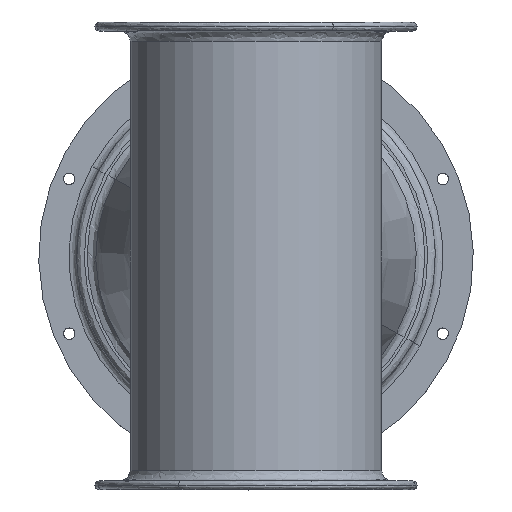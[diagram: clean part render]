
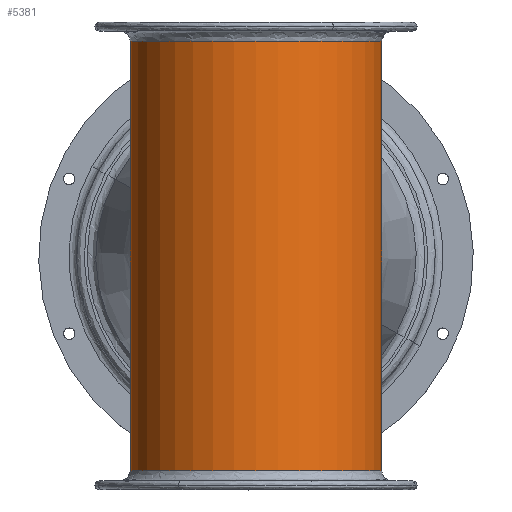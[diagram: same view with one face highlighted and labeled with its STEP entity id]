
A CAD part, top view. The second image highlights one B-rep face of the part: STEP entity #5381.
In plain terms, the highlighted cylindrical face has radius 99.5 mm (diameter 199 mm), a partial arc.
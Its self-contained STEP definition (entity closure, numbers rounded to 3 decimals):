
#3765=CARTESIAN_POINT('Vertex',(-99.5,5.815,262.699)) ;
#3847=CARTESIAN_POINT('Control Point',(-99.5,5.815,262.699)) ;
#3848=CARTESIAN_POINT('Control Point',(-99.5,4.75,262.919)) ;
#3849=CARTESIAN_POINT('Control Point',(-99.499,3.674,263.093)) ;
#3850=CARTESIAN_POINT('Control Point',(-99.499,2.591,263.216)) ;
#3851=CARTESIAN_POINT('Control Point',(-99.498,0.249,263.368)) ;
#3852=CARTESIAN_POINT('Control Point',(-99.498,-2.097,263.269)) ;
#3853=CARTESIAN_POINT('Control Point',(-99.499,-3.347,263.144)) ;
#3854=CARTESIAN_POINT('Control Point',(-99.5,-4.587,262.952)) ;
#3855=CARTESIAN_POINT('Control Point',(-99.5,-5.815,262.699)) ;
#3856=CARTESIAN_POINT('Vertex',(-99.5,-5.815,262.699)) ;
#4424=CARTESIAN_POINT('Vertex',(99.5,-5.815,262.699)) ;
#4498=CARTESIAN_POINT('Control Point',(99.5,5.815,262.699)) ;
#4499=CARTESIAN_POINT('Control Point',(99.5,3.998,263.074)) ;
#4500=CARTESIAN_POINT('Control Point',(99.498,2.153,263.315)) ;
#4501=CARTESIAN_POINT('Control Point',(99.497,0.292,263.401)) ;
#4502=CARTESIAN_POINT('Control Point',(99.499,-2.059,263.301)) ;
#4503=CARTESIAN_POINT('Control Point',(99.5,-4.378,262.966)) ;
#4504=CARTESIAN_POINT('Control Point',(99.5,-4.859,262.886)) ;
#4505=CARTESIAN_POINT('Control Point',(99.5,-5.338,262.797)) ;
#4506=CARTESIAN_POINT('Control Point',(99.5,-5.815,262.699)) ;
#4507=CARTESIAN_POINT('Vertex',(99.5,5.815,262.699)) ;
#5315=CARTESIAN_POINT('Line Origine',(-99.5,87.907,262.699)) ;
#5319=CARTESIAN_POINT('Vertex',(-99.5,170.,262.699)) ;
#5326=CARTESIAN_POINT('Vertex',(99.5,170.,262.699)) ;
#5329=CARTESIAN_POINT('Line Origine',(99.5,87.907,262.699)) ;
#5342=CARTESIAN_POINT('Axis2P3D Location',(0.,0.,262.699)) ;
#5347=CARTESIAN_POINT('Axis2P3D Location',(0.,170.,262.699)) ;
#5352=CARTESIAN_POINT('Line Origine',(-99.5,0.,262.699)) ;
#5356=CARTESIAN_POINT('Vertex',(-99.5,-170.,262.699)) ;
#5359=CARTESIAN_POINT('Axis2P3D Location',(0.,-170.,262.699)) ;
#5363=CARTESIAN_POINT('Vertex',(99.5,-170.,262.699)) ;
#5366=CARTESIAN_POINT('Line Origine',(99.5,0.,262.699)) ;
#5316=DIRECTION('Vector Direction',(0.,-1.,0.)) ;
#5330=DIRECTION('Vector Direction',(0.,-1.,0.)) ;
#5343=DIRECTION('Axis2P3D Direction',(0.,-1.,0.)) ;
#5344=DIRECTION('Axis2P3D XDirection',(1.,0.,0.)) ;
#5348=DIRECTION('Axis2P3D Direction',(0.,-1.,0.)) ;
#5353=DIRECTION('Vector Direction',(0.,-1.,0.)) ;
#5360=DIRECTION('Axis2P3D Direction',(0.,-1.,0.)) ;
#5367=DIRECTION('Vector Direction',(0.,-1.,0.)) ;
#5345=AXIS2_PLACEMENT_3D('Cylinder Axis2P3D',#5342,#5343,#5344) ;
#5349=AXIS2_PLACEMENT_3D('Circle Axis2P3D',#5347,#5348,$) ;
#5361=AXIS2_PLACEMENT_3D('Circle Axis2P3D',#5359,#5360,$) ;
#5372=ORIENTED_EDGE('',*,*,#5333,.F.) ;
#5373=ORIENTED_EDGE('',*,*,#5351,.F.) ;
#5374=ORIENTED_EDGE('',*,*,#5321,.F.) ;
#5375=ORIENTED_EDGE('',*,*,#3858,.T.) ;
#5376=ORIENTED_EDGE('',*,*,#5358,.F.) ;
#5377=ORIENTED_EDGE('',*,*,#5365,.F.) ;
#5378=ORIENTED_EDGE('',*,*,#5370,.F.) ;
#5379=ORIENTED_EDGE('',*,*,#4509,.F.) ;
#5317=VECTOR('Line Direction',#5316,1.) ;
#5331=VECTOR('Line Direction',#5330,1.) ;
#5354=VECTOR('Line Direction',#5353,1.) ;
#5368=VECTOR('Line Direction',#5367,1.) ;
#5381=ADVANCED_FACE('1',(#5380),#5346,.T.) ;
#3846=B_SPLINE_CURVE_WITH_KNOTS('',5,(#3847,#3848,#3849,#3850,#3851,#3852,#3853,#3854,#3855),.UNSPECIFIED.,.F.,.U.,(6,3,6),(81.206,86.532,92.667),.UNSPECIFIED.) ;
#4497=B_SPLINE_CURVE_WITH_KNOTS('',5,(#4498,#4499,#4500,#4501,#4502,#4503,#4504,#4505,#4506),.UNSPECIFIED.,.F.,.U.,(6,3,6),(0.,9.087,11.472),.UNSPECIFIED.) ;
#5350=CIRCLE('generated circle',#5349,99.5) ;
#5362=CIRCLE('generated circle',#5361,99.5) ;
#5346=CYLINDRICAL_SURFACE('generated cylinder',#5345,99.5) ;
#3858=EDGE_CURVE('',#3766,#3857,#3846,.T.) ;
#4509=EDGE_CURVE('',#4508,#4425,#4497,.T.) ;
#5321=EDGE_CURVE('',#3766,#5320,#5318,.F.) ;
#5333=EDGE_CURVE('',#5327,#4508,#5332,.T.) ;
#5351=EDGE_CURVE('',#5320,#5327,#5350,.F.) ;
#5358=EDGE_CURVE('',#5357,#3857,#5355,.F.) ;
#5365=EDGE_CURVE('',#5364,#5357,#5362,.T.) ;
#5370=EDGE_CURVE('',#4425,#5364,#5369,.T.) ;
#5371=EDGE_LOOP('',(#5372,#5373,#5374,#5375,#5376,#5377,#5378,#5379)) ;
#5380=FACE_OUTER_BOUND('',#5371,.T.) ;
#5318=LINE('Line',#5315,#5317) ;
#5332=LINE('Line',#5329,#5331) ;
#5355=LINE('Line',#5352,#5354) ;
#5369=LINE('Line',#5366,#5368) ;
#3766=VERTEX_POINT('',#3765) ;
#3857=VERTEX_POINT('',#3856) ;
#4425=VERTEX_POINT('',#4424) ;
#4508=VERTEX_POINT('',#4507) ;
#5320=VERTEX_POINT('',#5319) ;
#5327=VERTEX_POINT('',#5326) ;
#5357=VERTEX_POINT('',#5356) ;
#5364=VERTEX_POINT('',#5363) ;
